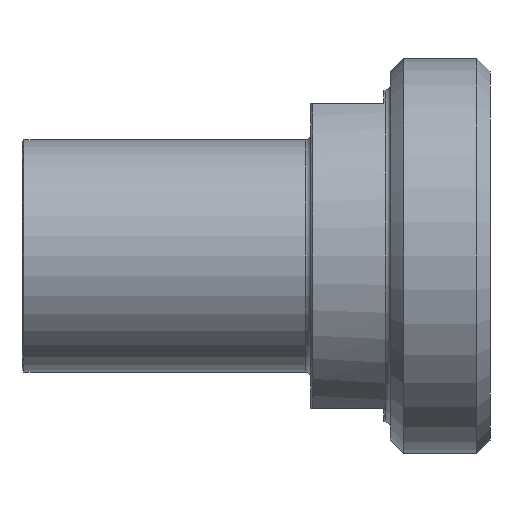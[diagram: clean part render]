
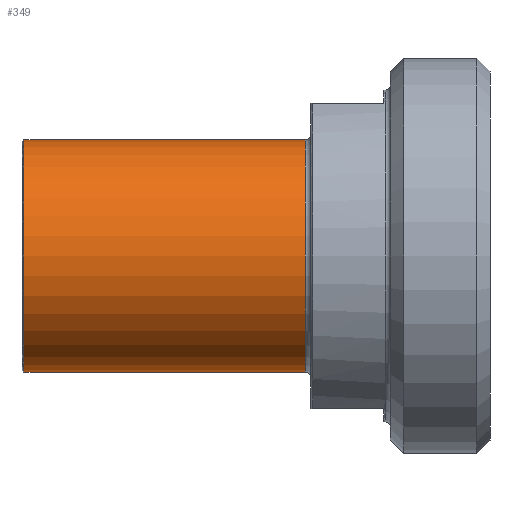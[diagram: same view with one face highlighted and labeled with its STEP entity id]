
A CAD part, front view. The second image highlights one B-rep face of the part: STEP entity #349.
In plain terms, the highlighted cylindrical face has radius 17.5 mm (diameter 35 mm), a full revolution.
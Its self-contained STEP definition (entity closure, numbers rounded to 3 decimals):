
#15=CYLINDRICAL_SURFACE('',#401,17.5);
#40=CIRCLE('',#398,17.5);
#42=CIRCLE('',#400,17.5);
#43=CIRCLE('',#402,17.5);
#44=CIRCLE('',#403,17.5);
#70=FACE_OUTER_BOUND('',#92,.T.);
#92=EDGE_LOOP('',(#266,#267,#268,#269,#270,#271));
#116=LINE('',#612,#133);
#133=VECTOR('',#483,17.5);
#160=VERTEX_POINT('',#605);
#161=VERTEX_POINT('',#606);
#162=VERTEX_POINT('',#611);
#163=VERTEX_POINT('',#613);
#200=EDGE_CURVE('',#160,#161,#40,.T.);
#202=EDGE_CURVE('',#161,#160,#42,.T.);
#203=EDGE_CURVE('',#160,#162,#116,.T.);
#204=EDGE_CURVE('',#163,#162,#43,.T.);
#205=EDGE_CURVE('',#162,#163,#44,.T.);
#266=ORIENTED_EDGE('',*,*,#200,.F.);
#267=ORIENTED_EDGE('',*,*,#203,.T.);
#268=ORIENTED_EDGE('',*,*,#204,.F.);
#269=ORIENTED_EDGE('',*,*,#205,.F.);
#270=ORIENTED_EDGE('',*,*,#203,.F.);
#271=ORIENTED_EDGE('',*,*,#202,.F.);
#349=ADVANCED_FACE('',(#70),#15,.T.);
#398=AXIS2_PLACEMENT_3D('',#607,#475,#476);
#400=AXIS2_PLACEMENT_3D('',#609,#479,#480);
#401=AXIS2_PLACEMENT_3D('',#610,#481,#482);
#402=AXIS2_PLACEMENT_3D('',#614,#484,#485);
#403=AXIS2_PLACEMENT_3D('',#615,#486,#487);
#475=DIRECTION('center_axis',(1.,0.,0.));
#476=DIRECTION('ref_axis',(0.,-1.,0.));
#479=DIRECTION('center_axis',(1.,0.,0.));
#480=DIRECTION('ref_axis',(0.,-1.,0.));
#481=DIRECTION('center_axis',(1.,0.,0.));
#482=DIRECTION('ref_axis',(0.,1.,0.));
#483=DIRECTION('',(-1.,0.,0.));
#484=DIRECTION('center_axis',(-1.,0.,0.));
#485=DIRECTION('ref_axis',(0.,-1.,0.));
#486=DIRECTION('center_axis',(-1.,0.,0.));
#487=DIRECTION('ref_axis',(0.,-1.,0.));
#605=CARTESIAN_POINT('',(-27.8,-17.5,0.));
#606=CARTESIAN_POINT('',(-27.8,0.,17.5));
#607=CARTESIAN_POINT('Origin',(-27.8,0.,0.));
#609=CARTESIAN_POINT('Origin',(-27.8,0.,0.));
#610=CARTESIAN_POINT('Origin',(-48.75,0.,0.));
#611=CARTESIAN_POINT('',(-70.2,-17.5,0.));
#612=CARTESIAN_POINT('',(-48.75,-17.5,0.));
#613=CARTESIAN_POINT('',(-70.2,17.5,0.));
#614=CARTESIAN_POINT('Origin',(-70.2,0.,0.));
#615=CARTESIAN_POINT('Origin',(-70.2,0.,0.));
